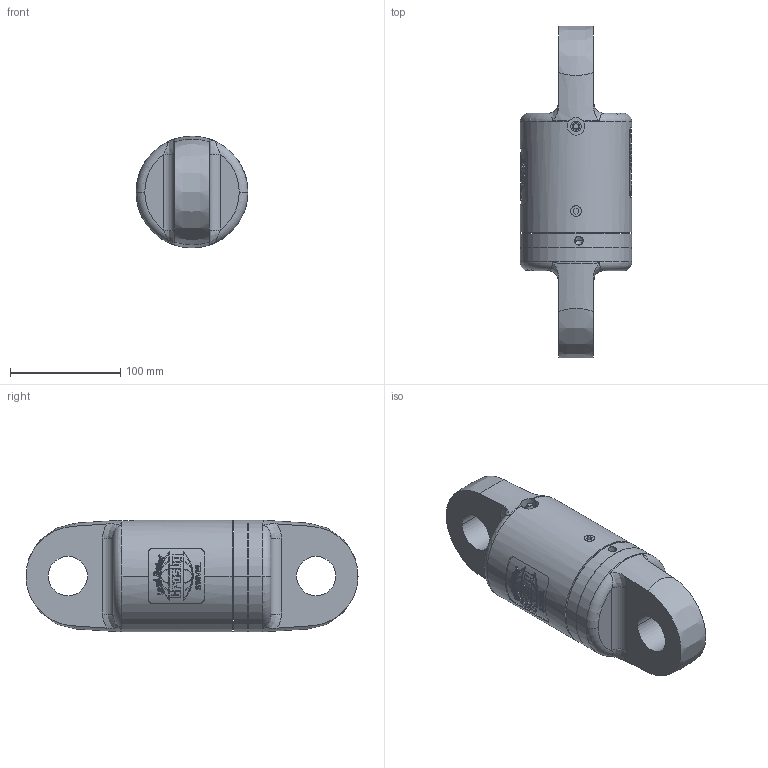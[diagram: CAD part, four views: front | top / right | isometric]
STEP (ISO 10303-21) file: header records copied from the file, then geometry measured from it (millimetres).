
FILE_DESCRIPTION((''),'2;1');
FILE_NAME('CROSBY_SWIVEL_08-S-5_297459','2008-08-06T',('adoughty'),('The Crosby Group, Inc.'),'PRO/ENGINEER BY PARAMETRIC TECHNOLOGY CORPORATION, 2005070','PRO/ENGINEER BY PARAMETRIC TECHNOLOGY CORPORATION, 2005070','');
FILE_SCHEMA(('CONFIG_CONTROL_DESIGN'));
Products named in the file (1): CROSBY_SWIVEL_08-S-5_297459
Bounding box: 101.6 x 301.75 x 101.76 mm (x, y, z)
Volume: 1178849.3 mm3; surface area: 174040.7 mm2
Topology: 2 solids, 2 shells, 1624 faces, 4530 edges, 3005 vertices
Faces by surface type: plane 1018, extrusion 341, cylinder 216, torus 19, bspline 16, cone 14
Entity records: 60726 total; most frequent: CARTESIAN_POINT 22136, ORIENTED_EDGE 9056, DIRECTION 6158, EDGE_CURVE 4528, VERTEX_POINT 3005, VECTOR 2266, B_SPLINE_CURVE_WITH_KNOTS 2265, AXIS2_PLACEMENT_3D 1946
